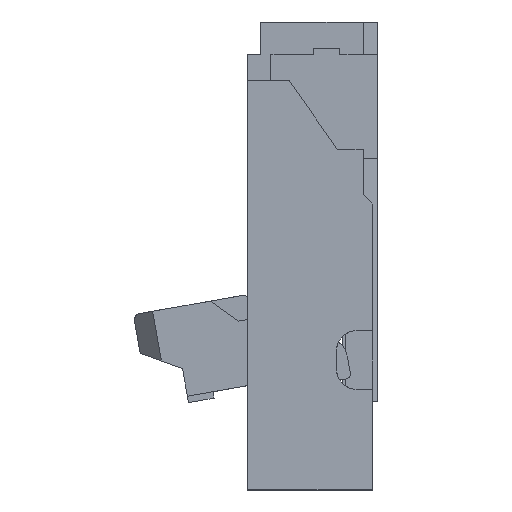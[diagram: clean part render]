
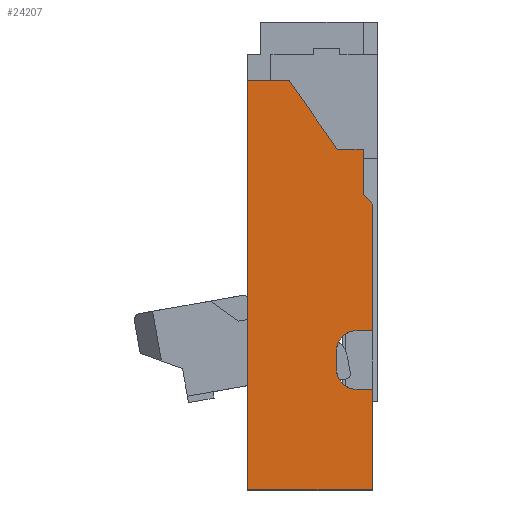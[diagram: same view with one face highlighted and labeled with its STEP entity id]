
A CAD part, left-side view. The second image highlights one B-rep face of the part: STEP entity #24207.
In plain terms, the highlighted planar face has unit normal (-1, 0, 0).
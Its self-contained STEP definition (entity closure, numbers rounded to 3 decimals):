
#14 = DIRECTION ( 'NONE',  ( 0., 0., -1. ) ) ;
#560 = CARTESIAN_POINT ( 'NONE',  ( -2.85, 0.11, 0.82 ) ) ;
#780 = DIRECTION ( 'NONE',  ( 0., 0., -1. ) ) ;
#827 = EDGE_CURVE ( 'NONE', #10267, #4203, #10443, .T. ) ;
#860 = VERTEX_POINT ( 'NONE', #23177 ) ;
#1033 = CARTESIAN_POINT ( 'NONE',  ( -2.85, 0.04, -1.025 ) ) ;
#1104 = EDGE_CURVE ( 'NONE', #21333, #860, #25462, .T. ) ;
#1400 = AXIS2_PLACEMENT_3D ( 'NONE', #17064, #6777, #780 ) ;
#1882 = DIRECTION ( 'NONE',  ( 0., 0., 1. ) ) ;
#2243 = ORIENTED_EDGE ( 'NONE', *, *, #22214, .F. ) ;
#2363 = CARTESIAN_POINT ( 'NONE',  ( -2.85, 0.315, -0.725 ) ) ;
#2379 = CARTESIAN_POINT ( 'NONE',  ( -2.85, 1., 1.8 ) ) ;
#2464 = DIRECTION ( 'NONE',  ( 0., 0., 1. ) ) ;
#2548 = VERTEX_POINT ( 'NONE', #16081 ) ;
#2864 = VERTEX_POINT ( 'NONE', #9505 ) ;
#3157 = LINE ( 'NONE', #20491, #16931 ) ;
#3186 = LINE ( 'NONE', #23190, #12870 ) ;
#3293 = EDGE_CURVE ( 'NONE', #8644, #24438, #21242, .T. ) ;
#3341 = EDGE_CURVE ( 'NONE', #18142, #8168, #20920, .T. ) ;
#3405 = VECTOR ( 'NONE', #8753, 1000. ) ;
#3449 = VERTEX_POINT ( 'NONE', #17016 ) ;
#3539 = FACE_OUTER_BOUND ( 'NONE', #6155, .T. ) ;
#3741 = EDGE_CURVE ( 'NONE', #2548, #3449, #7725, .T. ) ;
#3755 = ORIENTED_EDGE ( 'NONE', *, *, #11921, .T. ) ;
#4149 = AXIS2_PLACEMENT_3D ( 'NONE', #13948, #24201, #17909 ) ;
#4203 = VERTEX_POINT ( 'NONE', #25250 ) ;
#4454 = CARTESIAN_POINT ( 'NONE',  ( -2.85, 0.04, 0.4 ) ) ;
#4838 = DIRECTION ( 'NONE',  ( 0., 0., 1. ) ) ;
#5024 = ORIENTED_EDGE ( 'NONE', *, *, #16370, .T. ) ;
#5129 = VECTOR ( 'NONE', #16971, 1000. ) ;
#5286 = LINE ( 'NONE', #24301, #11841 ) ;
#5454 = DIRECTION ( 'NONE',  ( 0., 0., 1. ) ) ;
#5637 = VECTOR ( 'NONE', #1882, 1000. ) ;
#6155 = EDGE_LOOP ( 'NONE', ( #17530, #25498, #5024, #15168, #10634, #8651, #17285, #18051, #18188, #2243, #12022, #3755, #14313, #13602 ) ) ;
#6777 = DIRECTION ( 'NONE',  ( 1., 0., 0. ) ) ;
#7237 = EDGE_CURVE ( 'NONE', #12090, #8644, #17641, .T. ) ;
#7725 = LINE ( 'NONE', #25806, #21843 ) ;
#8168 = VERTEX_POINT ( 'NONE', #10819 ) ;
#8644 = VERTEX_POINT ( 'NONE', #14042 ) ;
#8651 = ORIENTED_EDGE ( 'NONE', *, *, #19996, .T. ) ;
#8662 = DIRECTION ( 'NONE',  ( 0., -1., 0. ) ) ;
#8753 = DIRECTION ( 'NONE',  ( 0., 1., 0. ) ) ;
#9505 = CARTESIAN_POINT ( 'NONE',  ( -2.85, 0.315, -0.875 ) ) ;
#9967 = VECTOR ( 'NONE', #8662, 1000. ) ;
#10267 = VERTEX_POINT ( 'NONE', #17733 ) ;
#10443 = LINE ( 'NONE', #1033, #5129 ) ;
#10534 = CARTESIAN_POINT ( 'NONE',  ( -2.85, 1., -1.8 ) ) ;
#10634 = ORIENTED_EDGE ( 'NONE', *, *, #3293, .T. ) ;
#10775 = CARTESIAN_POINT ( 'NONE',  ( -2.85, 0.165, -0.725 ) ) ;
#10819 = CARTESIAN_POINT ( 'NONE',  ( -2.85, 0.04, -1.8 ) ) ;
#11423 = VERTEX_POINT ( 'NONE', #23777 ) ;
#11841 = VECTOR ( 'NONE', #14412, 1000. ) ;
#11921 = EDGE_CURVE ( 'NONE', #4203, #2864, #16402, .T. ) ;
#12022 = ORIENTED_EDGE ( 'NONE', *, *, #827, .T. ) ;
#12090 = VERTEX_POINT ( 'NONE', #14395 ) ;
#12346 = VECTOR ( 'NONE', #14, 1000. ) ;
#12696 = LINE ( 'NONE', #4454, #25546 ) ;
#12825 = LINE ( 'NONE', #25857, #5637 ) ;
#12870 = VECTOR ( 'NONE', #19070, 1000. ) ;
#12922 = EDGE_CURVE ( 'NONE', #860, #11423, #3186, .T. ) ;
#13346 = EDGE_CURVE ( 'NONE', #18142, #3449, #24771, .T. ) ;
#13602 = ORIENTED_EDGE ( 'NONE', *, *, #1104, .T. ) ;
#13948 = CARTESIAN_POINT ( 'NONE',  ( -2.85, 0.165, -0.875 ) ) ;
#14042 = CARTESIAN_POINT ( 'NONE',  ( -2.85, 0.11, 0.82 ) ) ;
#14307 = EDGE_CURVE ( 'NONE', #2864, #21333, #12825, .T. ) ;
#14313 = ORIENTED_EDGE ( 'NONE', *, *, #14307, .T. ) ;
#14395 = CARTESIAN_POINT ( 'NONE',  ( -2.85, 0.11, 0.47 ) ) ;
#14412 = DIRECTION ( 'NONE',  ( 0., 0.574, 0.819 ) ) ;
#14647 = VERTEX_POINT ( 'NONE', #19114 ) ;
#14819 = DIRECTION ( 'NONE',  ( 1., 0., 0. ) ) ;
#15168 = ORIENTED_EDGE ( 'NONE', *, *, #7237, .T. ) ;
#15760 = CARTESIAN_POINT ( 'NONE',  ( -2.85, 0.04, 1.8 ) ) ;
#16081 = CARTESIAN_POINT ( 'NONE',  ( -2.85, 0.68, 1.35 ) ) ;
#16370 = EDGE_CURVE ( 'NONE', #14647, #12090, #12696, .T. ) ;
#16402 = CIRCLE ( 'NONE', #4149, 0.15 ) ;
#16613 = DIRECTION ( 'NONE',  ( 0., 0., -1. ) ) ;
#16700 = VECTOR ( 'NONE', #5454, 1000. ) ;
#16931 = VECTOR ( 'NONE', #16613, 1000. ) ;
#16971 = DIRECTION ( 'NONE',  ( 0., 1., 0. ) ) ;
#17016 = CARTESIAN_POINT ( 'NONE',  ( -2.85, 1., 1.35 ) ) ;
#17064 = CARTESIAN_POINT ( 'NONE',  ( -2.85, 1., 1.8 ) ) ;
#17285 = ORIENTED_EDGE ( 'NONE', *, *, #3741, .T. ) ;
#17530 = ORIENTED_EDGE ( 'NONE', *, *, #12922, .T. ) ;
#17641 = LINE ( 'NONE', #21620, #16700 ) ;
#17733 = CARTESIAN_POINT ( 'NONE',  ( -2.85, 0.04, -1.025 ) ) ;
#17848 = DIRECTION ( 'NONE',  ( 0., 1., 0. ) ) ;
#17909 = DIRECTION ( 'NONE',  ( 0., 0., 1. ) ) ;
#18051 = ORIENTED_EDGE ( 'NONE', *, *, #13346, .F. ) ;
#18142 = VERTEX_POINT ( 'NONE', #18803 ) ;
#18188 = ORIENTED_EDGE ( 'NONE', *, *, #3341, .T. ) ;
#18621 = LINE ( 'NONE', #15760, #12346 ) ;
#18803 = CARTESIAN_POINT ( 'NONE',  ( -2.85, 1., -1.8 ) ) ;
#18882 = DIRECTION ( 'NONE',  ( 0., 0.707, 0.707 ) ) ;
#19070 = DIRECTION ( 'NONE',  ( 0., -1., 0. ) ) ;
#19114 = CARTESIAN_POINT ( 'NONE',  ( -2.85, 0.04, 0.4 ) ) ;
#19459 = VECTOR ( 'NONE', #2464, 1000. ) ;
#19996 = EDGE_CURVE ( 'NONE', #24438, #2548, #5286, .T. ) ;
#20491 = CARTESIAN_POINT ( 'NONE',  ( -2.85, 0.04, 1.8 ) ) ;
#20920 = LINE ( 'NONE', #10534, #9967 ) ;
#21242 = LINE ( 'NONE', #560, #3405 ) ;
#21333 = VERTEX_POINT ( 'NONE', #2363 ) ;
#21620 = CARTESIAN_POINT ( 'NONE',  ( -2.85, 0.11, 0.47 ) ) ;
#21843 = VECTOR ( 'NONE', #17848, 1000. ) ;
#22214 = EDGE_CURVE ( 'NONE', #10267, #8168, #18621, .T. ) ;
#22503 = EDGE_CURVE ( 'NONE', #14647, #11423, #3157, .T. ) ;
#23177 = CARTESIAN_POINT ( 'NONE',  ( -2.85, 0.165, -0.575 ) ) ;
#23190 = CARTESIAN_POINT ( 'NONE',  ( -2.85, 0.04, -0.575 ) ) ;
#23777 = CARTESIAN_POINT ( 'NONE',  ( -2.85, 0.04, -0.575 ) ) ;
#24201 = DIRECTION ( 'NONE',  ( 1., 0., 0. ) ) ;
#24207 = ADVANCED_FACE ( 'NONE', ( #3539 ), #25012, .F. ) ;
#24301 = CARTESIAN_POINT ( 'NONE',  ( -2.85, 0.309, 0.82 ) ) ;
#24438 = VERTEX_POINT ( 'NONE', #25966 ) ;
#24557 = AXIS2_PLACEMENT_3D ( 'NONE', #10775, #14819, #4838 ) ;
#24771 = LINE ( 'NONE', #2379, #19459 ) ;
#25012 = PLANE ( 'NONE',  #1400 ) ;
#25250 = CARTESIAN_POINT ( 'NONE',  ( -2.85, 0.165, -1.025 ) ) ;
#25462 = CIRCLE ( 'NONE', #24557, 0.15 ) ;
#25498 = ORIENTED_EDGE ( 'NONE', *, *, #22503, .F. ) ;
#25546 = VECTOR ( 'NONE', #18882, 1000. ) ;
#25806 = CARTESIAN_POINT ( 'NONE',  ( -2.85, 0.68, 1.35 ) ) ;
#25857 = CARTESIAN_POINT ( 'NONE',  ( -2.85, 0.315, -0.725 ) ) ;
#25966 = CARTESIAN_POINT ( 'NONE',  ( -2.85, 0.309, 0.82 ) ) ;
